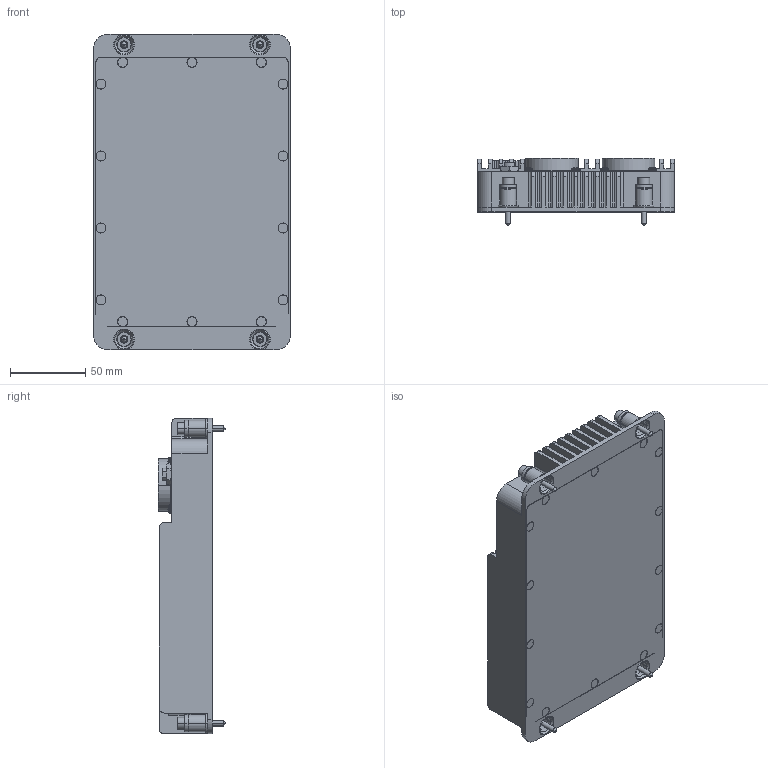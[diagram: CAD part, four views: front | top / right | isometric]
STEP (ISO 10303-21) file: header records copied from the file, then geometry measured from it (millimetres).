
FILE_DESCRIPTION((''),'2;1');
FILE_NAME('AE101264-002','2012-01-31T',('patrick.clahane'),('US NAVY'),'PRO/ENGINEER BY PARAMETRIC TECHNOLOGY CORPORATION, 2010430','PRO/ENGINEER BY PARAMETRIC TECHNOLOGY CORPORATION, 2010430','');
FILE_SCHEMA(('AUTOMOTIVE_DESIGN { 1 2 10303 214 0 1 1 1 }'));
Length unit declared in the file: inch
Products named in the file (1): AE101264-002
Bounding box: 130.81 x 44.51 x 209.55 mm (x, y, z)
Volume: 765347.8 mm3; surface area: 126907.9 mm2
Topology: 1 solids, 1 shells, 894 faces, 2314 edges, 1482 vertices
Faces by surface type: plane 426, cylinder 294, cone 108, torus 48, sphere 18
Entity records: 30275 total; most frequent: CARTESIAN_POINT 5124, DIRECTION 4883, ORIENTED_EDGE 4592, EDGE_CURVE 2296, AXIS2_PLACEMENT_3D 1743, VERTEX_POINT 1482, VECTOR 1397, LINE 1397
